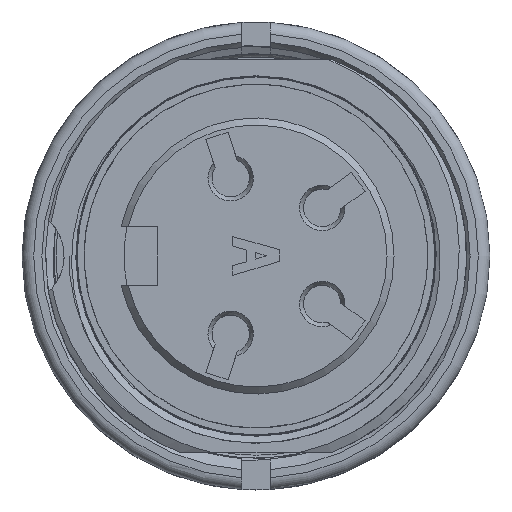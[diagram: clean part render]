
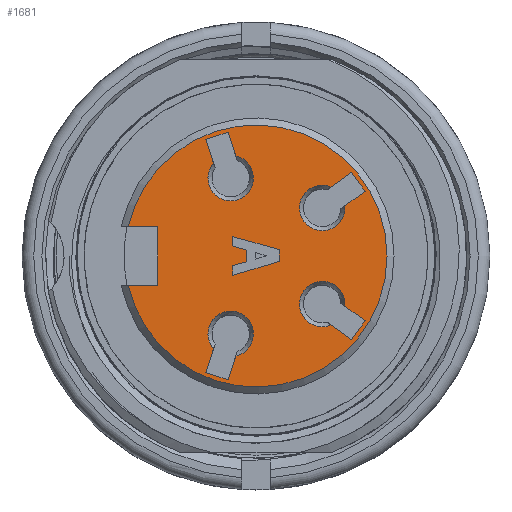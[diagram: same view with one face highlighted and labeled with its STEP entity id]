
A CAD part, front view. The second image highlights one B-rep face of the part: STEP entity #1681.
In plain terms, the highlighted planar face has unit normal (0, -1, 0).
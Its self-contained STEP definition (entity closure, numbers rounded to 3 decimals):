
#1059=FACE_BOUND('',#2443,.T.);
#1060=FACE_BOUND('',#2444,.T.);
#1061=FACE_BOUND('',#2445,.T.);
#1062=FACE_BOUND('',#2446,.T.);
#1063=FACE_BOUND('',#2447,.T.);
#1064=FACE_BOUND('',#2448,.T.);
#1137=PLANE('',#7355);
#1681=ADVANCED_FACE('',(#1059,#1060,#1061,#1062,#1063,#1064),#1137,.T.);
#2443=EDGE_LOOP('',(#2993,#2994,#2995,#2996));
#2444=EDGE_LOOP('',(#2997,#2998,#2999,#3000));
#2445=EDGE_LOOP('',(#3001,#3002,#3003,#3004));
#2446=EDGE_LOOP('',(#3005,#3006,#3007,#3008));
#2447=EDGE_LOOP('',(#3009,#3010,#3011,#3012));
#2448=EDGE_LOOP('',(#3013,#3014,#3015,#3016,#3017,#3018,#3019,#3020));
#2849=CIRCLE('',#7350,0.973);
#2850=CIRCLE('',#7351,0.973);
#2851=CIRCLE('',#7352,5.6);
#2852=CIRCLE('',#7353,0.973);
#2853=CIRCLE('',#7354,0.973);
#2993=ORIENTED_EDGE('',*,*,#5533,.T.);
#2994=ORIENTED_EDGE('',*,*,#5534,.T.);
#2995=ORIENTED_EDGE('',*,*,#5535,.F.);
#2996=ORIENTED_EDGE('',*,*,#5536,.T.);
#2997=ORIENTED_EDGE('',*,*,#5537,.T.);
#2998=ORIENTED_EDGE('',*,*,#5538,.T.);
#2999=ORIENTED_EDGE('',*,*,#5539,.F.);
#3000=ORIENTED_EDGE('',*,*,#5540,.T.);
#3001=ORIENTED_EDGE('',*,*,#5541,.T.);
#3002=ORIENTED_EDGE('',*,*,#5529,.T.);
#3003=ORIENTED_EDGE('',*,*,#5532,.T.);
#3004=ORIENTED_EDGE('',*,*,#5521,.T.);
#3005=ORIENTED_EDGE('',*,*,#5542,.T.);
#3006=ORIENTED_EDGE('',*,*,#5543,.T.);
#3007=ORIENTED_EDGE('',*,*,#5544,.F.);
#3008=ORIENTED_EDGE('',*,*,#5545,.T.);
#3009=ORIENTED_EDGE('',*,*,#5546,.T.);
#3010=ORIENTED_EDGE('',*,*,#5547,.T.);
#3011=ORIENTED_EDGE('',*,*,#5548,.F.);
#3012=ORIENTED_EDGE('',*,*,#5549,.T.);
#3013=ORIENTED_EDGE('',*,*,#5550,.T.);
#3014=ORIENTED_EDGE('',*,*,#5551,.T.);
#3015=ORIENTED_EDGE('',*,*,#5552,.T.);
#3016=ORIENTED_EDGE('',*,*,#5553,.T.);
#3017=ORIENTED_EDGE('',*,*,#5554,.T.);
#3018=ORIENTED_EDGE('',*,*,#5555,.T.);
#3019=ORIENTED_EDGE('',*,*,#5556,.T.);
#3020=ORIENTED_EDGE('',*,*,#5557,.T.);
#4896=VERTEX_POINT('',#8854);
#4897=VERTEX_POINT('',#8856);
#4903=VERTEX_POINT('',#8870);
#4904=VERTEX_POINT('',#8872);
#4905=VERTEX_POINT('',#8882);
#4906=VERTEX_POINT('',#8883);
#4907=VERTEX_POINT('',#8885);
#4908=VERTEX_POINT('',#8887);
#4909=VERTEX_POINT('',#8890);
#4910=VERTEX_POINT('',#8891);
#4911=VERTEX_POINT('',#8893);
#4912=VERTEX_POINT('',#8895);
#4913=VERTEX_POINT('',#8899);
#4914=VERTEX_POINT('',#8900);
#4915=VERTEX_POINT('',#8902);
#4916=VERTEX_POINT('',#8904);
#4917=VERTEX_POINT('',#8907);
#4918=VERTEX_POINT('',#8908);
#4919=VERTEX_POINT('',#8910);
#4920=VERTEX_POINT('',#8912);
#4921=VERTEX_POINT('',#8915);
#4922=VERTEX_POINT('',#8916);
#4923=VERTEX_POINT('',#8918);
#4924=VERTEX_POINT('',#8920);
#4925=VERTEX_POINT('',#8922);
#4926=VERTEX_POINT('',#8924);
#4927=VERTEX_POINT('',#8926);
#4928=VERTEX_POINT('',#8928);
#5521=EDGE_CURVE('',#4897,#4896,#6478,.T.);
#5529=EDGE_CURVE('',#4904,#4903,#6486,.T.);
#5532=EDGE_CURVE('',#4903,#4897,#6488,.T.);
#5533=EDGE_CURVE('',#4905,#4906,#6489,.T.);
#5534=EDGE_CURVE('',#4906,#4907,#6490,.T.);
#5535=EDGE_CURVE('',#4908,#4907,#2849,.T.);
#5536=EDGE_CURVE('',#4908,#4905,#6491,.T.);
#5537=EDGE_CURVE('',#4909,#4910,#6492,.T.);
#5538=EDGE_CURVE('',#4910,#4911,#6493,.T.);
#5539=EDGE_CURVE('',#4912,#4911,#2850,.T.);
#5540=EDGE_CURVE('',#4912,#4909,#6494,.T.);
#5541=EDGE_CURVE('',#4896,#4904,#2851,.T.);
#5542=EDGE_CURVE('',#4913,#4914,#6495,.T.);
#5543=EDGE_CURVE('',#4914,#4915,#6496,.T.);
#5544=EDGE_CURVE('',#4916,#4915,#2852,.T.);
#5545=EDGE_CURVE('',#4916,#4913,#6497,.T.);
#5546=EDGE_CURVE('',#4917,#4918,#6498,.T.);
#5547=EDGE_CURVE('',#4918,#4919,#6499,.T.);
#5548=EDGE_CURVE('',#4920,#4919,#2853,.T.);
#5549=EDGE_CURVE('',#4920,#4917,#6500,.T.);
#5550=EDGE_CURVE('',#4921,#4922,#6501,.T.);
#5551=EDGE_CURVE('',#4922,#4923,#6502,.T.);
#5552=EDGE_CURVE('',#4923,#4924,#6503,.T.);
#5553=EDGE_CURVE('',#4924,#4925,#6504,.T.);
#5554=EDGE_CURVE('',#4925,#4926,#6505,.T.);
#5555=EDGE_CURVE('',#4926,#4927,#6506,.T.);
#5556=EDGE_CURVE('',#4927,#4928,#6507,.T.);
#5557=EDGE_CURVE('',#4928,#4921,#6508,.T.);
#6478=LINE('',#8855,#6907);
#6486=LINE('',#8871,#6915);
#6488=LINE('',#8879,#6917);
#6489=LINE('',#8881,#6918);
#6490=LINE('',#8884,#6919);
#6491=LINE('',#8888,#6920);
#6492=LINE('',#8889,#6921);
#6493=LINE('',#8892,#6922);
#6494=LINE('',#8896,#6923);
#6495=LINE('',#8898,#6924);
#6496=LINE('',#8901,#6925);
#6497=LINE('',#8905,#6926);
#6498=LINE('',#8906,#6927);
#6499=LINE('',#8909,#6928);
#6500=LINE('',#8913,#6929);
#6501=LINE('',#8914,#6930);
#6502=LINE('',#8917,#6931);
#6503=LINE('',#8919,#6932);
#6504=LINE('',#8921,#6933);
#6505=LINE('',#8923,#6934);
#6506=LINE('',#8925,#6935);
#6507=LINE('',#8927,#6936);
#6508=LINE('',#8929,#6937);
#6907=VECTOR('',#7706,1.);
#6915=VECTOR('',#7716,1.);
#6917=VECTOR('',#7720,1.);
#6918=VECTOR('',#7723,1.);
#6919=VECTOR('',#7724,1.);
#6920=VECTOR('',#7727,1.);
#6921=VECTOR('',#7728,1.);
#6922=VECTOR('',#7729,1.);
#6923=VECTOR('',#7732,1.);
#6924=VECTOR('',#7735,1.);
#6925=VECTOR('',#7736,1.);
#6926=VECTOR('',#7739,1.);
#6927=VECTOR('',#7740,1.);
#6928=VECTOR('',#7741,1.);
#6929=VECTOR('',#7744,1.);
#6930=VECTOR('',#7745,1.);
#6931=VECTOR('',#7746,1.);
#6932=VECTOR('',#7747,1.);
#6933=VECTOR('',#7748,1.);
#6934=VECTOR('',#7749,1.);
#6935=VECTOR('',#7750,1.);
#6936=VECTOR('',#7751,1.);
#6937=VECTOR('',#7752,1.);
#7350=AXIS2_PLACEMENT_3D('',#8886,#7725,#7726);
#7351=AXIS2_PLACEMENT_3D('',#8894,#7730,#7731);
#7352=AXIS2_PLACEMENT_3D('',#8897,#7733,#7734);
#7353=AXIS2_PLACEMENT_3D('',#8903,#7737,#7738);
#7354=AXIS2_PLACEMENT_3D('',#8911,#7742,#7743);
#7355=AXIS2_PLACEMENT_3D('',#8930,#7753,#7754);
#7706=DIRECTION('',(-1.,0.,0.));
#7716=DIRECTION('',(1.,0.,0.));
#7720=DIRECTION('',(0.,0.,-1.));
#7723=DIRECTION('',(0.951,0.,0.309));
#7724=DIRECTION('',(0.309,0.,-0.951));
#7725=DIRECTION('',(0.,-1.,0.));
#7726=DIRECTION('',(-1.,0.,0.026));
#7727=DIRECTION('',(-0.309,0.,0.951));
#7728=DIRECTION('',(-0.588,0.,-0.809));
#7729=DIRECTION('',(-0.809,0.,0.588));
#7730=DIRECTION('',(0.,-1.,0.));
#7731=DIRECTION('',(0.824,0.,0.566));
#7732=DIRECTION('',(0.809,0.,-0.588));
#7733=DIRECTION('',(0.,-1.,0.));
#7734=DIRECTION('',(-1.,0.,0.));
#7735=DIRECTION('',(0.588,0.,-0.809));
#7736=DIRECTION('',(-0.809,0.,-0.588));
#7737=DIRECTION('',(0.,-1.,0.));
#7738=DIRECTION('',(-0.284,0.,0.959));
#7739=DIRECTION('',(0.809,0.,0.588));
#7740=DIRECTION('',(-0.951,0.,0.309));
#7741=DIRECTION('',(0.309,0.,0.951));
#7742=DIRECTION('',(0.,-1.,0.));
#7743=DIRECTION('',(0.793,0.,-0.609));
#7744=DIRECTION('',(-0.309,0.,-0.951));
#7745=DIRECTION('',(0.963,0.,-0.27));
#7746=DIRECTION('',(0.,0.,-1.));
#7747=DIRECTION('',(-0.958,0.,-0.287));
#7748=DIRECTION('',(0.,0.,1.));
#7749=DIRECTION('',(0.966,0.,0.258));
#7750=DIRECTION('',(0.,0.,1.));
#7751=DIRECTION('',(-0.958,0.,0.287));
#7752=DIRECTION('',(0.,0.,1.));
#7753=DIRECTION('',(0.,-1.,0.));
#7754=DIRECTION('',(-1.,0.,0.));
#8854=CARTESIAN_POINT('',(-4.002,-24.606,1.416));
#8855=CARTESIAN_POINT('',(-2.744,-24.606,1.416));
#8856=CARTESIAN_POINT('',(-2.744,-24.606,1.416));
#8870=CARTESIAN_POINT('',(-2.744,-24.606,3.916));
#8871=CARTESIAN_POINT('',(-5.044,-24.606,3.916));
#8872=CARTESIAN_POINT('',(-4.002,-24.606,3.916));
#8879=CARTESIAN_POINT('',(-2.744,-24.606,3.916));
#8881=CARTESIAN_POINT('',(-0.688,-24.606,7.647));
#8882=CARTESIAN_POINT('',(-0.688,-24.606,7.647));
#8883=CARTESIAN_POINT('',(0.263,-24.606,7.956));
#8884=CARTESIAN_POINT('',(0.263,-24.606,7.956));
#8885=CARTESIAN_POINT('',(0.592,-24.606,6.944));
#8886=CARTESIAN_POINT('',(0.375,-24.606,5.995));
#8887=CARTESIAN_POINT('',(-0.359,-24.606,6.635));
#8888=CARTESIAN_POINT('',(-0.101,-24.606,5.84));
#8889=CARTESIAN_POINT('',(6.119,-24.606,-0.103));
#8890=CARTESIAN_POINT('',(6.119,-24.606,-0.103));
#8891=CARTESIAN_POINT('',(5.531,-24.606,-0.912));
#8892=CARTESIAN_POINT('',(5.531,-24.606,-0.912));
#8893=CARTESIAN_POINT('',(4.67,-24.606,-0.286));
#8894=CARTESIAN_POINT('',(4.288,-24.606,0.609));
#8895=CARTESIAN_POINT('',(5.257,-24.606,0.523));
#8896=CARTESIAN_POINT('',(4.582,-24.606,1.014));
#8897=CARTESIAN_POINT('',(1.456,-24.606,2.666));
#8898=CARTESIAN_POINT('',(5.531,-24.606,6.245));
#8899=CARTESIAN_POINT('',(5.531,-24.606,6.245));
#8900=CARTESIAN_POINT('',(6.119,-24.606,5.436));
#8901=CARTESIAN_POINT('',(6.119,-24.606,5.436));
#8902=CARTESIAN_POINT('',(5.257,-24.606,4.81));
#8903=CARTESIAN_POINT('',(4.288,-24.606,4.724));
#8904=CARTESIAN_POINT('',(4.67,-24.606,5.619));
#8905=CARTESIAN_POINT('',(3.994,-24.606,5.128));
#8906=CARTESIAN_POINT('',(0.263,-24.606,-2.624));
#8907=CARTESIAN_POINT('',(0.263,-24.606,-2.624));
#8908=CARTESIAN_POINT('',(-0.688,-24.606,-2.315));
#8909=CARTESIAN_POINT('',(-0.688,-24.606,-2.315));
#8910=CARTESIAN_POINT('',(-0.359,-24.606,-1.302));
#8911=CARTESIAN_POINT('',(0.375,-24.606,-0.662));
#8912=CARTESIAN_POINT('',(0.592,-24.606,-1.611));
#8913=CARTESIAN_POINT('',(0.85,-24.606,-0.817));
#8914=CARTESIAN_POINT('',(0.456,-24.606,3.496));
#8915=CARTESIAN_POINT('',(0.456,-24.606,3.496));
#8916=CARTESIAN_POINT('',(2.456,-24.606,2.936));
#8917=CARTESIAN_POINT('',(2.456,-24.606,2.936));
#8918=CARTESIAN_POINT('',(2.456,-24.606,2.436));
#8919=CARTESIAN_POINT('',(2.456,-24.606,2.436));
#8920=CARTESIAN_POINT('',(0.456,-24.606,1.836));
#8921=CARTESIAN_POINT('',(0.456,-24.606,1.836));
#8922=CARTESIAN_POINT('',(0.456,-24.606,2.256));
#8923=CARTESIAN_POINT('',(0.456,-24.606,2.256));
#8924=CARTESIAN_POINT('',(1.056,-24.606,2.416));
#8925=CARTESIAN_POINT('',(1.056,-24.606,2.416));
#8926=CARTESIAN_POINT('',(1.056,-24.606,2.916));
#8927=CARTESIAN_POINT('',(1.056,-24.606,2.916));
#8928=CARTESIAN_POINT('',(0.456,-24.606,3.096));
#8929=CARTESIAN_POINT('',(0.456,-24.606,3.096));
#8930=CARTESIAN_POINT('',(1.456,-24.606,2.666));
